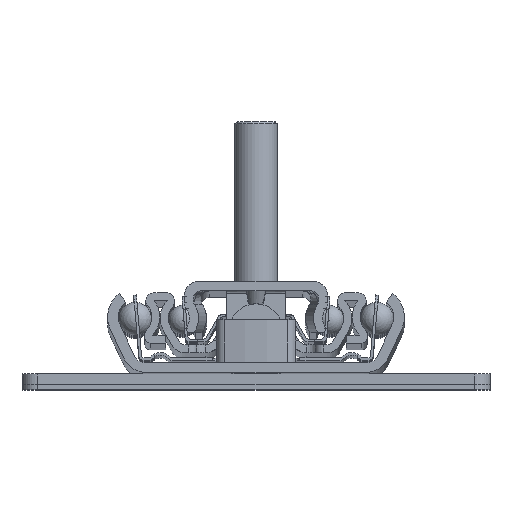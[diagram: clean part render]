
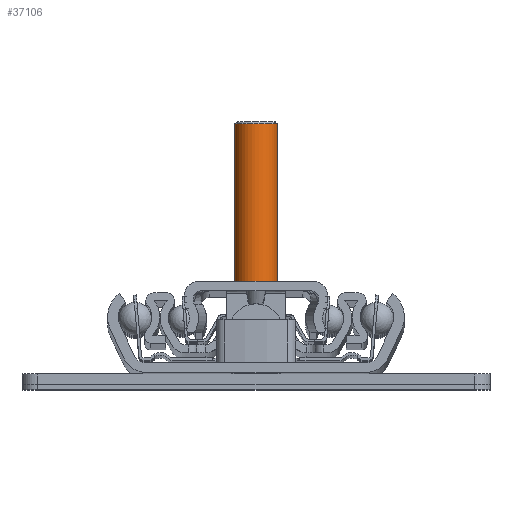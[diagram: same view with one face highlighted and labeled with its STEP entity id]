
A CAD part, top view. The second image highlights one B-rep face of the part: STEP entity #37106.
In plain terms, the highlighted cylindrical face has radius 4 mm (diameter 8 mm), a full revolution.
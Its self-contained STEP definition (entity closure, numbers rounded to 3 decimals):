
#8732=CYLINDRICAL_SURFACE('',#43925,4.);
#9107=FACE_BOUND('',#13387,.T.);
#11070=FACE_OUTER_BOUND('',#13386,.T.);
#13386=EDGE_LOOP('',(#34082));
#13387=EDGE_LOOP('',(#34083));
#17190=VERTEX_POINT('',#68318);
#17192=VERTEX_POINT('',#68323);
#22822=EDGE_CURVE('',#17190,#17190,#39191,.T.);
#22824=EDGE_CURVE('',#17192,#17192,#39193,.T.);
#34082=ORIENTED_EDGE('',*,*,#22824,.F.);
#34083=ORIENTED_EDGE('',*,*,#22822,.T.);
#37106=ADVANCED_FACE('',(#11070,#9107),#8732,.T.);
#39191=CIRCLE('',#43923,4.);
#39193=CIRCLE('',#43926,4.);
#43923=AXIS2_PLACEMENT_3D('',#68319,#55746,#55747);
#43925=AXIS2_PLACEMENT_3D('',#68322,#55750,#55751);
#43926=AXIS2_PLACEMENT_3D('',#68324,#55752,#55753);
#55746=DIRECTION('center_axis',(0.,-1.,0.));
#55747=DIRECTION('ref_axis',(1.,0.,0.));
#55750=DIRECTION('center_axis',(0.,-1.,0.));
#55751=DIRECTION('ref_axis',(1.,0.,0.));
#55752=DIRECTION('center_axis',(0.,-1.,0.));
#55753=DIRECTION('ref_axis',(1.,0.,0.));
#68318=CARTESIAN_POINT('',(4.,-0.3,0.));
#68319=CARTESIAN_POINT('Origin',(0.,-0.3,
0.));
#68322=CARTESIAN_POINT('Origin',(0.,-15.15,0.));
#68323=CARTESIAN_POINT('',(4.,-30.,0.));
#68324=CARTESIAN_POINT('Origin',(0.,-30.,0.));
